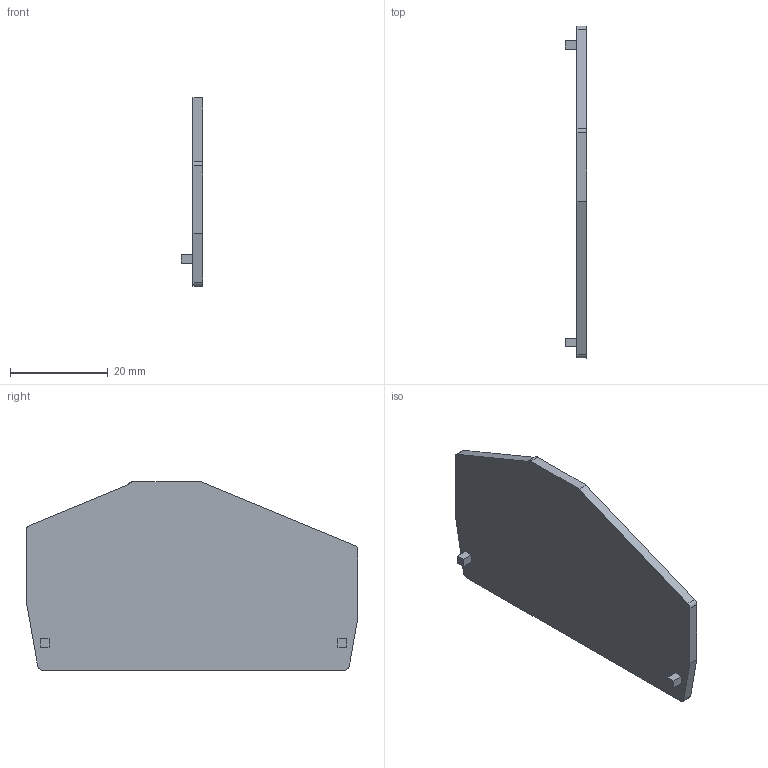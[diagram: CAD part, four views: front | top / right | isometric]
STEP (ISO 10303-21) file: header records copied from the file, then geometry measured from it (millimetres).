
FILE_DESCRIPTION(('CATIA V5R22 STEP214','CAx-IF Rec.Pracs.--- Model Styling and Organization---1.4--- 2014-01-23'),'2;1');
FILE_NAME ('022632-2_0', '2021-06-09T12:23:01+00:00', ('Weidmueller Interface'), ('Weidmueller'), 'CATIA Version 5-6 Release 2016 SP3 HF44', 'CATIA V5 STEP AP214', 'none');
FILE_SCHEMA(('AUTOMOTIVE_DESIGN { 1 0 10303 214 1 1 1 1 }'));
Length unit declared in the file: millimetre
Products named in the file (1): 1814710000
Bounding box: 4.4 x 67.95 x 38.54 mm (x, y, z)
Volume: 4565.4 mm3; surface area: 4964.6 mm2
Topology: 1 solids, 1 shells, 25 faces, 63 edges, 42 vertices
Faces by surface type: plane 20, cylinder 5
Entity records: 771 total; most frequent: CARTESIAN_POINT 132, ORIENTED_EDGE 126, DIRECTION 115, EDGE_CURVE 63, VECTOR 53, LINE 53, VERTEX_POINT 42, AXIS2_PLACEMENT_3D 37
